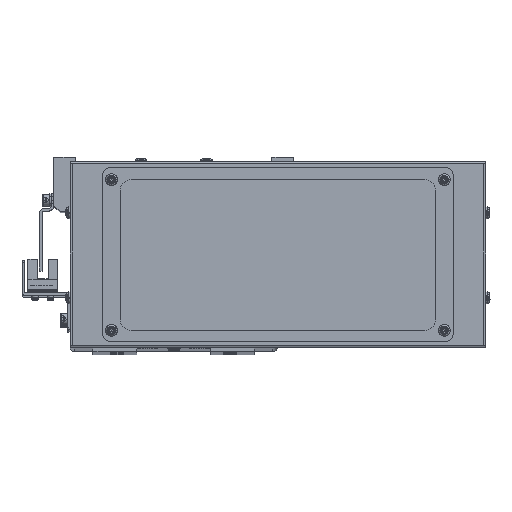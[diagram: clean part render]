
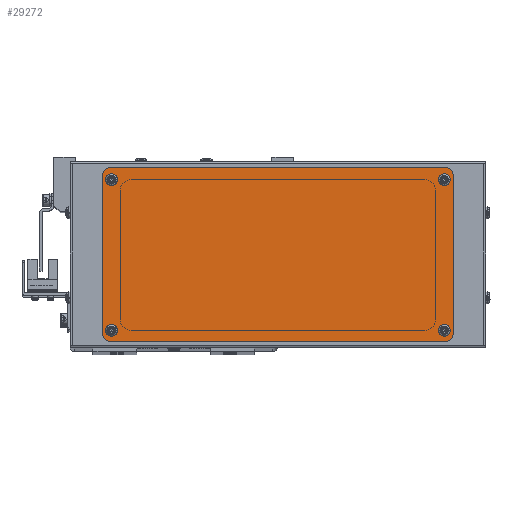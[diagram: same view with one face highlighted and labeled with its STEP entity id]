
A CAD part, top view. The second image highlights one B-rep face of the part: STEP entity #29272.
In plain terms, the highlighted face is planar.
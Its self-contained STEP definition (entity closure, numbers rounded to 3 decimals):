
#312 = VERTEX_POINT ( 'NONE', #61169 ) ;
#344 = CARTESIAN_POINT ( 'NONE',  ( 80.25, 36.75, 0. ) ) ;
#462 = CARTESIAN_POINT ( 'NONE',  ( -77.95, -34.75, 0. ) ) ;
#545 = ORIENTED_EDGE ( 'NONE', *, *, #2105, .F. ) ;
#2105 = EDGE_CURVE ( 'NONE', #67324, #11603, #60730, .T. ) ;
#2792 = DIRECTION ( 'NONE',  ( 1., 0., 0. ) ) ;
#3225 = CIRCLE ( 'NONE', #61457, 3. ) ;
#3330 = LINE ( 'NONE', #32014, #20001 ) ;
#3765 = VERTEX_POINT ( 'NONE', #21461 ) ;
#4016 = ORIENTED_EDGE ( 'NONE', *, *, #51576, .F. ) ;
#4537 = EDGE_CURVE ( 'NONE', #67352, #312, #5136, .T. ) ;
#4846 = CARTESIAN_POINT ( 'NONE',  ( -80.25, -36.75, 0. ) ) ;
#4860 = CARTESIAN_POINT ( 'NONE',  ( 77.95, -34.75, 0. ) ) ;
#5136 = CIRCLE ( 'NONE', #23757, 1.7 ) ;
#5548 = VECTOR ( 'NONE', #36381, 1000. ) ;
#5607 = ORIENTED_EDGE ( 'NONE', *, *, #47843, .F. ) ;
#5792 = VERTEX_POINT ( 'NONE', #32724 ) ;
#5823 = CIRCLE ( 'NONE', #45016, 1.7 ) ;
#6035 = CARTESIAN_POINT ( 'NONE',  ( -76.25, 34.25, 0. ) ) ;
#7016 = CARTESIAN_POINT ( 'NONE',  ( 77.95, 34.25, 0. ) ) ;
#7404 = VECTOR ( 'NONE', #49938, 1000. ) ;
#7563 = AXIS2_PLACEMENT_3D ( 'NONE', #18128, #46330, #12700 ) ;
#7927 = DIRECTION ( 'NONE',  ( 0., 0., 1. ) ) ;
#8071 = CARTESIAN_POINT ( 'NONE',  ( 76.25, 34.25, 0. ) ) ;
#8077 = ORIENTED_EDGE ( 'NONE', *, *, #49403, .T. ) ;
#9555 = VERTEX_POINT ( 'NONE', #24305 ) ;
#10437 = VERTEX_POINT ( 'NONE', #66060 ) ;
#10550 = CARTESIAN_POINT ( 'NONE',  ( -77.25, 36.75, 0. ) ) ;
#11401 = FACE_OUTER_BOUND ( 'NONE', #66135, .T. ) ;
#11407 = ORIENTED_EDGE ( 'NONE', *, *, #40887, .F. ) ;
#11603 = VERTEX_POINT ( 'NONE', #66402 ) ;
#11623 = DIRECTION ( 'NONE',  ( 1., 0., 0. ) ) ;
#11629 = EDGE_CURVE ( 'NONE', #5792, #47445, #20075, .T. ) ;
#12700 = DIRECTION ( 'NONE',  ( 1., 0., 0. ) ) ;
#13151 = FACE_BOUND ( 'NONE', #51016, .T. ) ;
#13292 = EDGE_LOOP ( 'NONE', ( #50751, #8077 ) ) ;
#13589 = ORIENTED_EDGE ( 'NONE', *, *, #11629, .F. ) ;
#13646 = DIRECTION ( 'NONE',  ( 1., 0., 0. ) ) ;
#16139 = DIRECTION ( 'NONE',  ( 1., 0., 0. ) ) ;
#17679 = DIRECTION ( 'NONE',  ( 0., 0., 1. ) ) ;
#18128 = CARTESIAN_POINT ( 'NONE',  ( -77.25, 36.75, 0. ) ) ;
#18311 = EDGE_CURVE ( 'NONE', #19605, #50551, #36888, .T. ) ;
#19605 = VERTEX_POINT ( 'NONE', #41624 ) ;
#19886 = AXIS2_PLACEMENT_3D ( 'NONE', #22305, #61496, #27956 ) ;
#19909 = ORIENTED_EDGE ( 'NONE', *, *, #49213, .F. ) ;
#20001 = VECTOR ( 'NONE', #71215, 1000. ) ;
#20075 = CIRCLE ( 'NONE', #19886, 3. ) ;
#21461 = CARTESIAN_POINT ( 'NONE',  ( -77.25, 39.75, 0. ) ) ;
#21652 = EDGE_CURVE ( 'NONE', #3765, #9555, #44470, .T. ) ;
#22305 = CARTESIAN_POINT ( 'NONE',  ( -77.25, -36.75, 0. ) ) ;
#23262 = AXIS2_PLACEMENT_3D ( 'NONE', #51294, #17679, #56937 ) ;
#23757 = AXIS2_PLACEMENT_3D ( 'NONE', #45378, #45137, #45233 ) ;
#24126 = AXIS2_PLACEMENT_3D ( 'NONE', #25864, #25846, #25624 ) ;
#24305 = CARTESIAN_POINT ( 'NONE',  ( -80.25, 36.75, 0. ) ) ;
#24824 = CARTESIAN_POINT ( 'NONE',  ( 77.25, -39.75, 0. ) ) ;
#24981 = DIRECTION ( 'NONE',  ( 0., 0., 1. ) ) ;
#25624 = DIRECTION ( 'NONE',  ( 1., 0., 0. ) ) ;
#25846 = DIRECTION ( 'NONE',  ( 0., 0., 1. ) ) ;
#25864 = CARTESIAN_POINT ( 'NONE',  ( 77.25, 36.75, 0. ) ) ;
#26371 = FACE_BOUND ( 'NONE', #35665, .T. ) ;
#27167 = CARTESIAN_POINT ( 'NONE',  ( 76.25, 34.25, 0. ) ) ;
#27262 = DIRECTION ( 'NONE',  ( 0., 0., 1. ) ) ;
#27344 = AXIS2_PLACEMENT_3D ( 'NONE', #10550, #49772, #16139 ) ;
#27956 = DIRECTION ( 'NONE',  ( 1., 0., 0. ) ) ;
#29272 = ADVANCED_FACE ( 'NONE', ( #13151, #26371, #11401, #69314, #54403 ), #29444, .F. ) ;
#29444 = PLANE ( 'NONE',  #7563 ) ;
#31134 = ORIENTED_EDGE ( 'NONE', *, *, #39882, .T. ) ;
#31315 = CIRCLE ( 'NONE', #46423, 1.7 ) ;
#32014 = CARTESIAN_POINT ( 'NONE',  ( -77.25, 39.75, 0. ) ) ;
#32724 = CARTESIAN_POINT ( 'NONE',  ( -80.25, -36.75, 0. ) ) ;
#32776 = DIRECTION ( 'NONE',  ( 1., 0., 0. ) ) ;
#34415 = EDGE_CURVE ( 'NONE', #47445, #54478, #35378, .T. ) ;
#35039 = CIRCLE ( 'NONE', #58958, 1.7 ) ;
#35311 = ORIENTED_EDGE ( 'NONE', *, *, #39575, .T. ) ;
#35378 = LINE ( 'NONE', #42052, #5548 ) ;
#35665 = EDGE_LOOP ( 'NONE', ( #59364, #51474 ) ) ;
#35846 = CARTESIAN_POINT ( 'NONE',  ( 74.55, 34.25, 0. ) ) ;
#36381 = DIRECTION ( 'NONE',  ( 1., 0., 0. ) ) ;
#36382 = DIRECTION ( 'NONE',  ( 0., 0., 1. ) ) ;
#36888 = CIRCLE ( 'NONE', #64236, 1.7 ) ;
#37735 = CIRCLE ( 'NONE', #64126, 1.7 ) ;
#38512 = ORIENTED_EDGE ( 'NONE', *, *, #4537, .T. ) ;
#38982 = LINE ( 'NONE', #4846, #7404 ) ;
#39575 = EDGE_CURVE ( 'NONE', #68362, #66845, #37735, .T. ) ;
#39882 = EDGE_CURVE ( 'NONE', #312, #67352, #35039, .T. ) ;
#40887 = EDGE_CURVE ( 'NONE', #11603, #3765, #3330, .T. ) ;
#41500 = CARTESIAN_POINT ( 'NONE',  ( -76.25, -34.75, 0. ) ) ;
#41624 = CARTESIAN_POINT ( 'NONE',  ( -77.95, 34.25, 0. ) ) ;
#42052 = CARTESIAN_POINT ( 'NONE',  ( 77.25, -39.75, 0. ) ) ;
#42857 = VECTOR ( 'NONE', #56538, 1000. ) ;
#44409 = VERTEX_POINT ( 'NONE', #35846 ) ;
#44470 = CIRCLE ( 'NONE', #27344, 3. ) ;
#45016 = AXIS2_PLACEMENT_3D ( 'NONE', #27167, #66331, #32776 ) ;
#45137 = DIRECTION ( 'NONE',  ( 0., 0., 1. ) ) ;
#45222 = DIRECTION ( 'NONE',  ( 0., 0., 1. ) ) ;
#45233 = DIRECTION ( 'NONE',  ( 1., 0., 0. ) ) ;
#45378 = CARTESIAN_POINT ( 'NONE',  ( 76.25, -34.75, 0. ) ) ;
#46064 = ORIENTED_EDGE ( 'NONE', *, *, #34415, .F. ) ;
#46330 = DIRECTION ( 'NONE',  ( 0., 0., 1. ) ) ;
#46423 = AXIS2_PLACEMENT_3D ( 'NONE', #8071, #47274, #13646 ) ;
#47111 = DIRECTION ( 'NONE',  ( 1., 0., 0. ) ) ;
#47274 = DIRECTION ( 'NONE',  ( 0., 0., 1. ) ) ;
#47335 = CIRCLE ( 'NONE', #23262, 1.7 ) ;
#47445 = VERTEX_POINT ( 'NONE', #54554 ) ;
#47843 = EDGE_CURVE ( 'NONE', #10437, #67324, #72621, .T. ) ;
#49211 = EDGE_CURVE ( 'NONE', #44409, #60776, #31315, .T. ) ;
#49213 = EDGE_CURVE ( 'NONE', #54478, #10437, #3225, .T. ) ;
#49403 = EDGE_CURVE ( 'NONE', #60776, #44409, #5823, .T. ) ;
#49513 = EDGE_LOOP ( 'NONE', ( #31134, #38512 ) ) ;
#49772 = DIRECTION ( 'NONE',  ( 0., 0., 1. ) ) ;
#49938 = DIRECTION ( 'NONE',  ( 0., -1., 0. ) ) ;
#50283 = CARTESIAN_POINT ( 'NONE',  ( -74.55, -34.75, 0. ) ) ;
#50551 = VERTEX_POINT ( 'NONE', #67962 ) ;
#50751 = ORIENTED_EDGE ( 'NONE', *, *, #49211, .T. ) ;
#51016 = EDGE_LOOP ( 'NONE', ( #56900, #35311 ) ) ;
#51294 = CARTESIAN_POINT ( 'NONE',  ( -76.25, -34.75, 0. ) ) ;
#51474 = ORIENTED_EDGE ( 'NONE', *, *, #58959, .T. ) ;
#51576 = EDGE_CURVE ( 'NONE', #9555, #5792, #38982, .T. ) ;
#54269 = EDGE_CURVE ( 'NONE', #66845, #68362, #47335, .T. ) ;
#54403 = FACE_BOUND ( 'NONE', #49513, .T. ) ;
#54478 = VERTEX_POINT ( 'NONE', #24824 ) ;
#54554 = CARTESIAN_POINT ( 'NONE',  ( -77.25, -39.75, 0. ) ) ;
#56538 = DIRECTION ( 'NONE',  ( 0., 1., 0. ) ) ;
#56900 = ORIENTED_EDGE ( 'NONE', *, *, #54269, .T. ) ;
#56937 = DIRECTION ( 'NONE',  ( 1., 0., 0. ) ) ;
#58505 = ORIENTED_EDGE ( 'NONE', *, *, #21652, .F. ) ;
#58527 = CARTESIAN_POINT ( 'NONE',  ( 77.25, -36.75, 0. ) ) ;
#58958 = AXIS2_PLACEMENT_3D ( 'NONE', #60777, #27262, #66428 ) ;
#58959 = EDGE_CURVE ( 'NONE', #50551, #19605, #66589, .T. ) ;
#59364 = ORIENTED_EDGE ( 'NONE', *, *, #18311, .T. ) ;
#60504 = CARTESIAN_POINT ( 'NONE',  ( 80.25, 36.75, 0. ) ) ;
#60730 = CIRCLE ( 'NONE', #24126, 3. ) ;
#60776 = VERTEX_POINT ( 'NONE', #7016 ) ;
#60777 = CARTESIAN_POINT ( 'NONE',  ( 76.25, -34.75, 0. ) ) ;
#61169 = CARTESIAN_POINT ( 'NONE',  ( 74.55, -34.75, 0. ) ) ;
#61433 = AXIS2_PLACEMENT_3D ( 'NONE', #6035, #45222, #11623 ) ;
#61457 = AXIS2_PLACEMENT_3D ( 'NONE', #58527, #24981, #64172 ) ;
#61496 = DIRECTION ( 'NONE',  ( 0., 0., 1. ) ) ;
#64126 = AXIS2_PLACEMENT_3D ( 'NONE', #41500, #7927, #47111 ) ;
#64172 = DIRECTION ( 'NONE',  ( 1., 0., 0. ) ) ;
#64236 = AXIS2_PLACEMENT_3D ( 'NONE', #69970, #36382, #2792 ) ;
#66060 = CARTESIAN_POINT ( 'NONE',  ( 80.25, -36.75, 0. ) ) ;
#66135 = EDGE_LOOP ( 'NONE', ( #58505, #11407, #545, #5607, #19909, #46064, #13589, #4016 ) ) ;
#66331 = DIRECTION ( 'NONE',  ( 0., 0., 1. ) ) ;
#66402 = CARTESIAN_POINT ( 'NONE',  ( 77.25, 39.75, 0. ) ) ;
#66428 = DIRECTION ( 'NONE',  ( 1., 0., 0. ) ) ;
#66589 = CIRCLE ( 'NONE', #61433, 1.7 ) ;
#66845 = VERTEX_POINT ( 'NONE', #462 ) ;
#67324 = VERTEX_POINT ( 'NONE', #60504 ) ;
#67352 = VERTEX_POINT ( 'NONE', #4860 ) ;
#67962 = CARTESIAN_POINT ( 'NONE',  ( -74.55, 34.25, 0. ) ) ;
#68362 = VERTEX_POINT ( 'NONE', #50283 ) ;
#69314 = FACE_BOUND ( 'NONE', #13292, .T. ) ;
#69970 = CARTESIAN_POINT ( 'NONE',  ( -76.25, 34.25, 0. ) ) ;
#71215 = DIRECTION ( 'NONE',  ( -1., 0., 0. ) ) ;
#72621 = LINE ( 'NONE', #344, #42857 ) ;
